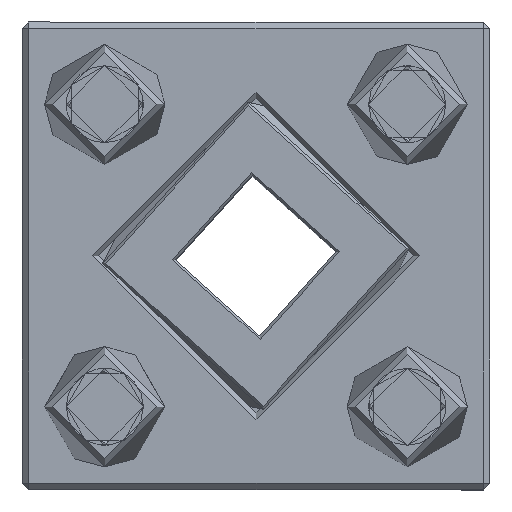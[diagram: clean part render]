
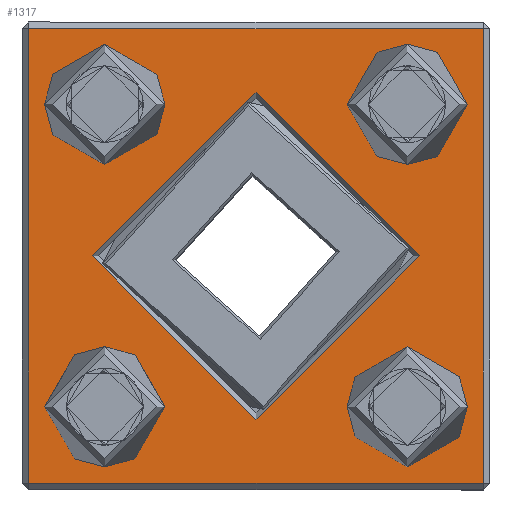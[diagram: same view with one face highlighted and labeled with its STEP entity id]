
A CAD part, top view. The second image highlights one B-rep face of the part: STEP entity #1317.
In plain terms, the highlighted face is planar.
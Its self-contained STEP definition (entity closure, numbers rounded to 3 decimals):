
#1317 = ADVANCED_FACE('',(#1318,#1329,#1363,#1374,#1385,#1396),#1407,.T.
  );
#1318 = FACE_BOUND('',#1319,.T.);
#1319 = EDGE_LOOP('',(#1320));
#1320 = ORIENTED_EDGE('',*,*,#1321,.T.);
#1321 = EDGE_CURVE('',#1322,#1322,#1324,.T.);
#1322 = VERTEX_POINT('',#1323);
#1323 = CARTESIAN_POINT('',(-24.5,0.,0.));
#1324 = CIRCLE('',#1325,24.5);
#1325 = AXIS2_PLACEMENT_3D('',#1326,#1327,#1328);
#1326 = CARTESIAN_POINT('',(0.,0.,0.));
#1327 = DIRECTION('',(0.,0.,1.));
#1328 = DIRECTION('',(-1.,0.,0.));
#1329 = FACE_BOUND('',#1330,.T.);
#1330 = EDGE_LOOP('',(#1331,#1341,#1349,#1357));
#1331 = ORIENTED_EDGE('',*,*,#1332,.T.);
#1332 = EDGE_CURVE('',#1333,#1335,#1337,.T.);
#1333 = VERTEX_POINT('',#1334);
#1334 = CARTESIAN_POINT('',(34.,-34.,0.));
#1335 = VERTEX_POINT('',#1336);
#1336 = CARTESIAN_POINT('',(-34.,-34.,0.));
#1337 = LINE('',#1338,#1339);
#1338 = CARTESIAN_POINT('',(0.,-34.,0.));
#1339 = VECTOR('',#1340,1.);
#1340 = DIRECTION('',(-1.,0.,0.));
#1341 = ORIENTED_EDGE('',*,*,#1342,.T.);
#1342 = EDGE_CURVE('',#1335,#1343,#1345,.T.);
#1343 = VERTEX_POINT('',#1344);
#1344 = CARTESIAN_POINT('',(-34.,34.,0.));
#1345 = LINE('',#1346,#1347);
#1346 = CARTESIAN_POINT('',(-34.,0.,0.));
#1347 = VECTOR('',#1348,1.);
#1348 = DIRECTION('',(0.,1.,0.));
#1349 = ORIENTED_EDGE('',*,*,#1350,.T.);
#1350 = EDGE_CURVE('',#1343,#1351,#1353,.T.);
#1351 = VERTEX_POINT('',#1352);
#1352 = CARTESIAN_POINT('',(34.,34.,0.));
#1353 = LINE('',#1354,#1355);
#1354 = CARTESIAN_POINT('',(0.,34.,0.));
#1355 = VECTOR('',#1356,1.);
#1356 = DIRECTION('',(1.,0.,0.));
#1357 = ORIENTED_EDGE('',*,*,#1358,.T.);
#1358 = EDGE_CURVE('',#1351,#1333,#1359,.T.);
#1359 = LINE('',#1360,#1361);
#1360 = CARTESIAN_POINT('',(34.,0.,0.));
#1361 = VECTOR('',#1362,1.);
#1362 = DIRECTION('',(0.,-1.,0.));
#1363 = FACE_BOUND('',#1364,.T.);
#1364 = EDGE_LOOP('',(#1365));
#1365 = ORIENTED_EDGE('',*,*,#1366,.T.);
#1366 = EDGE_CURVE('',#1367,#1367,#1369,.T.);
#1367 = VERTEX_POINT('',#1368);
#1368 = CARTESIAN_POINT('',(-29.627,-22.627,0.));
#1369 = CIRCLE('',#1370,7.);
#1370 = AXIS2_PLACEMENT_3D('',#1371,#1372,#1373);
#1371 = CARTESIAN_POINT('',(-22.627,-22.627,0.));
#1372 = DIRECTION('',(0.,0.,1.));
#1373 = DIRECTION('',(-1.,0.,0.));
#1374 = FACE_BOUND('',#1375,.T.);
#1375 = EDGE_LOOP('',(#1376));
#1376 = ORIENTED_EDGE('',*,*,#1377,.T.);
#1377 = EDGE_CURVE('',#1378,#1378,#1380,.T.);
#1378 = VERTEX_POINT('',#1379);
#1379 = CARTESIAN_POINT('',(-29.627,22.627,0.));
#1380 = CIRCLE('',#1381,7.);
#1381 = AXIS2_PLACEMENT_3D('',#1382,#1383,#1384);
#1382 = CARTESIAN_POINT('',(-22.627,22.627,0.));
#1383 = DIRECTION('',(0.,0.,1.));
#1384 = DIRECTION('',(-1.,0.,0.));
#1385 = FACE_BOUND('',#1386,.T.);
#1386 = EDGE_LOOP('',(#1387));
#1387 = ORIENTED_EDGE('',*,*,#1388,.T.);
#1388 = EDGE_CURVE('',#1389,#1389,#1391,.T.);
#1389 = VERTEX_POINT('',#1390);
#1390 = CARTESIAN_POINT('',(15.627,22.627,0.));
#1391 = CIRCLE('',#1392,7.);
#1392 = AXIS2_PLACEMENT_3D('',#1393,#1394,#1395);
#1393 = CARTESIAN_POINT('',(22.627,22.627,0.));
#1394 = DIRECTION('',(0.,0.,1.));
#1395 = DIRECTION('',(-1.,0.,0.));
#1396 = FACE_BOUND('',#1397,.T.);
#1397 = EDGE_LOOP('',(#1398));
#1398 = ORIENTED_EDGE('',*,*,#1399,.T.);
#1399 = EDGE_CURVE('',#1400,#1400,#1402,.T.);
#1400 = VERTEX_POINT('',#1401);
#1401 = CARTESIAN_POINT('',(15.627,-22.627,0.));
#1402 = CIRCLE('',#1403,7.);
#1403 = AXIS2_PLACEMENT_3D('',#1404,#1405,#1406);
#1404 = CARTESIAN_POINT('',(22.627,-22.627,0.));
#1405 = DIRECTION('',(0.,0.,1.));
#1406 = DIRECTION('',(-1.,0.,0.));
#1407 = PLANE('',#1408);
#1408 = AXIS2_PLACEMENT_3D('',#1409,#1410,#1411);
#1409 = CARTESIAN_POINT('',(0.,0.,0.));
#1410 = DIRECTION('',(0.,0.,-1.));
#1411 = DIRECTION('',(-1.,0.,0.));
